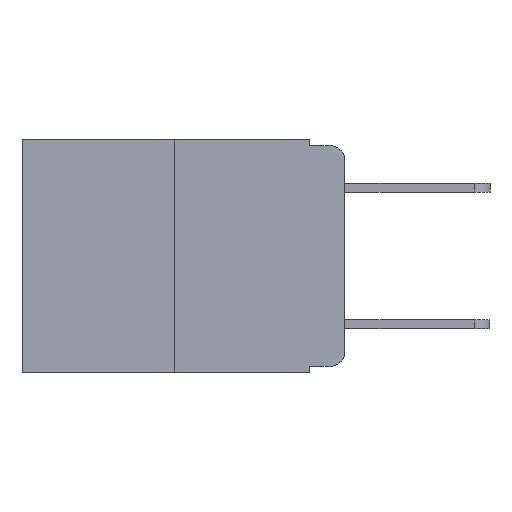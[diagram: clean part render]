
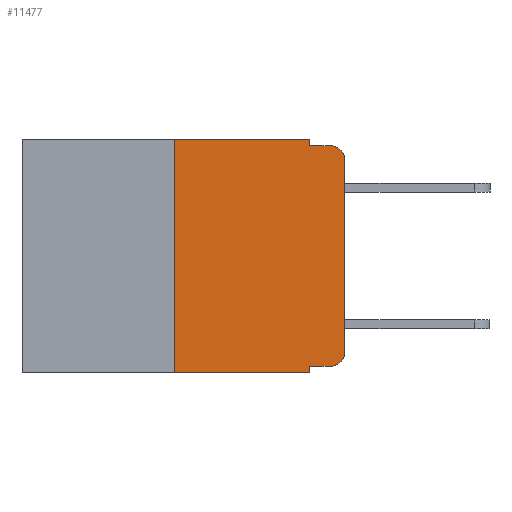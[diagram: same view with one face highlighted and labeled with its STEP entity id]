
A CAD part, left-side view. The second image highlights one B-rep face of the part: STEP entity #11477.
In plain terms, the highlighted planar face has unit normal (-1, 0, 0).
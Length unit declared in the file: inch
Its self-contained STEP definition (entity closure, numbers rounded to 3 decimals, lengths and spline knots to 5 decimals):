
#73 = CARTESIAN_POINT ( 'NONE',  ( 0., 0., -0.03 ) ) ;
#97 = AXIS2_PLACEMENT_3D ( 'NONE', #15631, #3773, #17594 ) ;
#517 = LINE ( 'NONE', #6434, #21539 ) ;
#730 = CARTESIAN_POINT ( 'NONE',  ( 0., 0.051, 0. ) ) ;
#1271 = AXIS2_PLACEMENT_3D ( 'NONE', #4873, #18645, #6924 ) ;
#1617 = ORIENTED_EDGE ( 'NONE', *, *, #20574, .T. ) ;
#2016 = ORIENTED_EDGE ( 'NONE', *, *, #9838, .F. ) ;
#2397 = LINE ( 'NONE', #2881, #22667 ) ;
#2823 = DIRECTION ( 'NONE',  ( 0., 0., -1. ) ) ;
#2828 = CARTESIAN_POINT ( 'NONE',  ( 0., 0.02, -0.01 ) ) ;
#2881 = CARTESIAN_POINT ( 'NONE',  ( 0., 0.25, 0. ) ) ;
#2890 = VECTOR ( 'NONE', #11644, 39.37008 ) ;
#3205 = VERTEX_POINT ( 'NONE', #21246 ) ;
#3254 = FACE_OUTER_BOUND ( 'NONE', #7338, .T. ) ;
#3773 = DIRECTION ( 'NONE',  ( -1., 0., 0. ) ) ;
#4300 = EDGE_CURVE ( 'NONE', #11174, #16763, #17448, .T. ) ;
#4389 = CARTESIAN_POINT ( 'NONE',  ( 0., 0.473, 0. ) ) ;
#4873 = CARTESIAN_POINT ( 'NONE',  ( 0., 0.473, 0. ) ) ;
#5972 = DIRECTION ( 'NONE',  ( 0., -1., 0. ) ) ;
#6434 = CARTESIAN_POINT ( 'NONE',  ( 0., 0.051, -0.333 ) ) ;
#6801 = VECTOR ( 'NONE', #2823, 39.37008 ) ;
#6878 = VECTOR ( 'NONE', #20119, 39.37008 ) ;
#6924 = DIRECTION ( 'NONE',  ( 0., 0., -1. ) ) ;
#6948 = DIRECTION ( 'NONE',  ( 0., 0., 1. ) ) ;
#7338 = EDGE_LOOP ( 'NONE', ( #14389, #1617, #10431, #18332, #22534, #9599, #23993, #2016, #14896, #8872 ) ) ;
#8028 = CARTESIAN_POINT ( 'NONE',  ( 0., 0.02, -0.03 ) ) ;
#8113 = CARTESIAN_POINT ( 'NONE',  ( 0., 0.25, -0.343 ) ) ;
#8338 = CARTESIAN_POINT ( 'NONE',  ( 0., 0.25, 0. ) ) ;
#8872 = ORIENTED_EDGE ( 'NONE', *, *, #12967, .T. ) ;
#9579 = CARTESIAN_POINT ( 'NONE',  ( 0., 0.02, -0.333 ) ) ;
#9599 = ORIENTED_EDGE ( 'NONE', *, *, #16350, .F. ) ;
#9838 = EDGE_CURVE ( 'NONE', #19273, #12323, #19977, .T. ) ;
#10006 = DIRECTION ( 'NONE',  ( 0., 0., -1. ) ) ;
#10158 = CARTESIAN_POINT ( 'NONE',  ( 0., 0.051, 0. ) ) ;
#10168 = EDGE_CURVE ( 'NONE', #17367, #3205, #12076, .T. ) ;
#10431 = ORIENTED_EDGE ( 'NONE', *, *, #16705, .F. ) ;
#10483 = DIRECTION ( 'NONE',  ( 0., -1., 0. ) ) ;
#11174 = VERTEX_POINT ( 'NONE', #23336 ) ;
#11175 = VECTOR ( 'NONE', #10483, 39.37008 ) ;
#11477 = ADVANCED_FACE ( 'NONE', ( #3254 ), #22396, .F. ) ;
#11644 = DIRECTION ( 'NONE',  ( 0., 0., 1. ) ) ;
#12076 = LINE ( 'NONE', #730, #6801 ) ;
#12146 = LINE ( 'NONE', #4389, #6878 ) ;
#12323 = VERTEX_POINT ( 'NONE', #23379 ) ;
#12967 = EDGE_CURVE ( 'NONE', #13377, #11174, #20214, .T. ) ;
#13377 = VERTEX_POINT ( 'NONE', #9579 ) ;
#14311 = CIRCLE ( 'NONE', #15763, 0.02 ) ;
#14389 = ORIENTED_EDGE ( 'NONE', *, *, #4300, .T. ) ;
#14826 = VECTOR ( 'NONE', #16055, 39.37008 ) ;
#14896 = ORIENTED_EDGE ( 'NONE', *, *, #20723, .T. ) ;
#15218 = VERTEX_POINT ( 'NONE', #2828 ) ;
#15438 = LINE ( 'NONE', #23505, #21154 ) ;
#15631 = CARTESIAN_POINT ( 'NONE',  ( 0., 0.02, -0.313 ) ) ;
#15753 = EDGE_CURVE ( 'NONE', #18362, #17367, #12146, .T. ) ;
#15763 = AXIS2_PLACEMENT_3D ( 'NONE', #8028, #21606, #10006 ) ;
#16055 = DIRECTION ( 'NONE',  ( 0., 0., -1. ) ) ;
#16350 = EDGE_CURVE ( 'NONE', #23679, #18362, #2397, .T. ) ;
#16705 = EDGE_CURVE ( 'NONE', #3205, #15218, #15438, .T. ) ;
#16763 = VERTEX_POINT ( 'NONE', #73 ) ;
#16883 = EDGE_CURVE ( 'NONE', #23679, #12323, #16957, .T. ) ;
#16957 = LINE ( 'NONE', #20164, #11175 ) ;
#17367 = VERTEX_POINT ( 'NONE', #25416 ) ;
#17448 = LINE ( 'NONE', #19658, #2890 ) ;
#17537 = CARTESIAN_POINT ( 'NONE',  ( 0., 0.051, -0.333 ) ) ;
#17594 = DIRECTION ( 'NONE',  ( 0., 0., -1. ) ) ;
#18175 = DIRECTION ( 'NONE',  ( 0., -1., 0. ) ) ;
#18332 = ORIENTED_EDGE ( 'NONE', *, *, #10168, .F. ) ;
#18362 = VERTEX_POINT ( 'NONE', #8338 ) ;
#18645 = DIRECTION ( 'NONE',  ( 1., 0., 0. ) ) ;
#19273 = VERTEX_POINT ( 'NONE', #17537 ) ;
#19658 = CARTESIAN_POINT ( 'NONE',  ( 0., 0., 0. ) ) ;
#19977 = LINE ( 'NONE', #10158, #14826 ) ;
#20119 = DIRECTION ( 'NONE',  ( 0., -1., 0. ) ) ;
#20164 = CARTESIAN_POINT ( 'NONE',  ( 0., 0.473, -0.343 ) ) ;
#20214 = CIRCLE ( 'NONE', #97, 0.02 ) ;
#20574 = EDGE_CURVE ( 'NONE', #16763, #15218, #14311, .T. ) ;
#20723 = EDGE_CURVE ( 'NONE', #19273, #13377, #517, .T. ) ;
#21154 = VECTOR ( 'NONE', #5972, 39.37008 ) ;
#21246 = CARTESIAN_POINT ( 'NONE',  ( 0., 0.051, -0.01 ) ) ;
#21539 = VECTOR ( 'NONE', #18175, 39.37008 ) ;
#21606 = DIRECTION ( 'NONE',  ( -1., 0., 0. ) ) ;
#22396 = PLANE ( 'NONE',  #1271 ) ;
#22534 = ORIENTED_EDGE ( 'NONE', *, *, #15753, .F. ) ;
#22667 = VECTOR ( 'NONE', #6948, 39.37008 ) ;
#23336 = CARTESIAN_POINT ( 'NONE',  ( 0., 0., -0.313 ) ) ;
#23379 = CARTESIAN_POINT ( 'NONE',  ( 0., 0.051, -0.343 ) ) ;
#23505 = CARTESIAN_POINT ( 'NONE',  ( 0., 0.051, -0.01 ) ) ;
#23679 = VERTEX_POINT ( 'NONE', #8113 ) ;
#23993 = ORIENTED_EDGE ( 'NONE', *, *, #16883, .T. ) ;
#25416 = CARTESIAN_POINT ( 'NONE',  ( 0., 0.051, 0. ) ) ;
